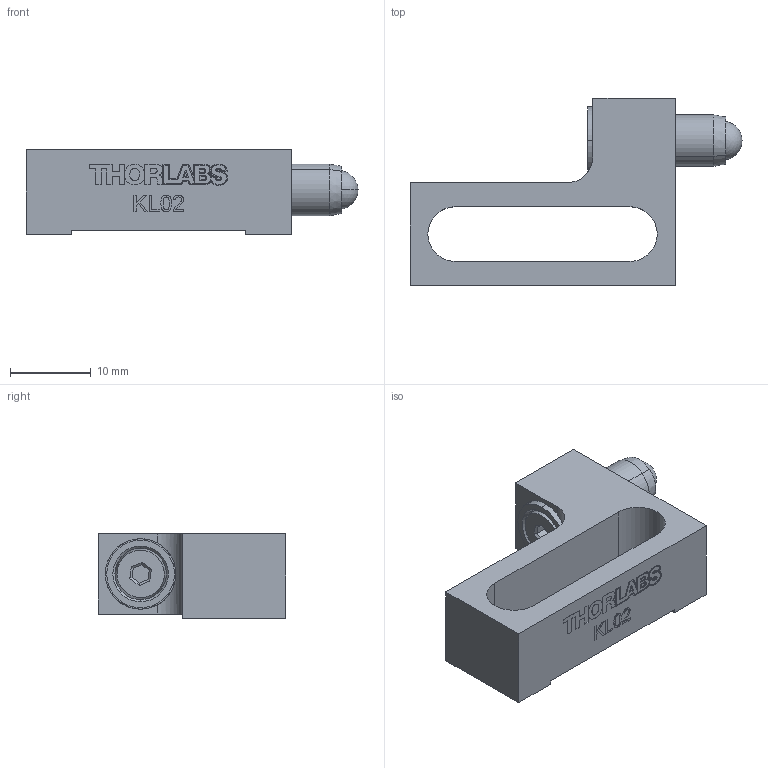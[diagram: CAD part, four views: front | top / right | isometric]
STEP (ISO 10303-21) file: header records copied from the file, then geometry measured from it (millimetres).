
FILE_DESCRIPTION (( 'STEP AP214' ), '1' );
FILE_NAME ('1682-E0W.STEP', '2015-09-14T17:32:06', ( 'admin' ), ( '' ), 'SwSTEP 2.0', 'SolidWorks 2014', '' );
FILE_SCHEMA (( 'AUTOMOTIVE_DESIGN' ));
Length unit declared in the file: millimetre
Products named in the file (1): 1682-E0W
Bounding box: 41.02 x 23.11 x 10.41 mm (x, y, z)
Volume: 3663.1 mm3; surface area: 3714.6 mm2
Topology: 4 solids, 4 shells, 270 faces, 704 edges, 461 vertices
Faces by surface type: plane 158, bspline 78, cylinder 20, cone 12, sphere 2
Entity records: 12621 total; most frequent: CARTESIAN_POINT 3471, ORIENTED_EDGE 1396, DIRECTION 980, EDGE_CURVE 698, LINE 488, VECTOR 488, VERTEX_POINT 459, EDGE_LOOP 299
